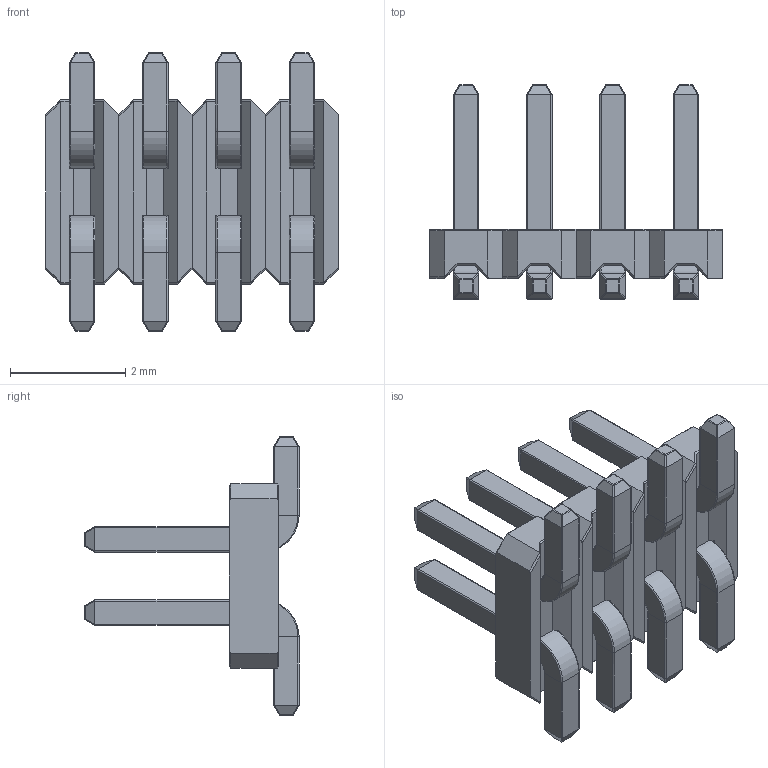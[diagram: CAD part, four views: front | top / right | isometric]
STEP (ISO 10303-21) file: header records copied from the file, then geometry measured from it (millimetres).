
FILE_DESCRIPTION (( 'STEP AP214' ), '1' );
FILE_NAME ('header-1.27-2x4.STEP', '2021-07-12T04:34:58', ( '' ), ( '' ), 'SwSTEP 2.0', 'SolidWorks 2021', '' );
FILE_SCHEMA (( 'AUTOMOTIVE_DESIGN' ));
Length unit declared in the file: millimetre
Products named in the file (3): header-1.27-2x4; header-1.27-pin_默认; header-1.27-body_默认
Assembly tree (12 placements, depth 2):
  header-1.27-2x4
    header-1.27-body_默认  x4
    header-1.27-pin_默认  x8
Bounding box: 5.08 x 3.71 x 4.83 mm (x, y, z)
Volume: 18.5 mm3; surface area: 137.4 mm2
Topology: 12 solids, 12 shells, 652 faces, 1524 edges, 888 vertices
Faces by surface type: plane 348, cylinder 208, sphere 64, torus 32
Entity records: 3157 total; most frequent: CARTESIAN_POINT 595, DIRECTION 509, ORIENTED_EDGE 506, EDGE_CURVE 253, LINE 189, VECTOR 189, AXIS2_PLACEMENT_3D 160, VERTEX_POINT 150
